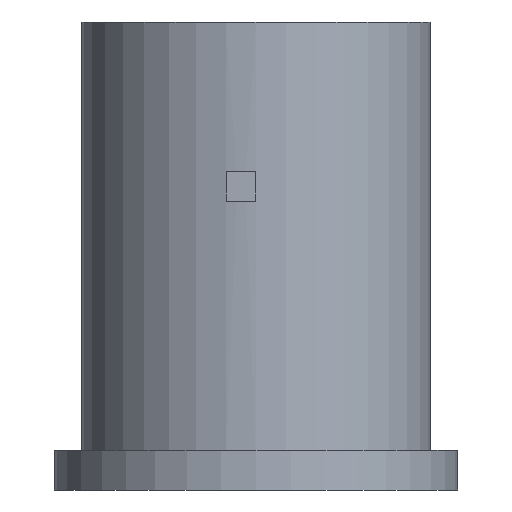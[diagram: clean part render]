
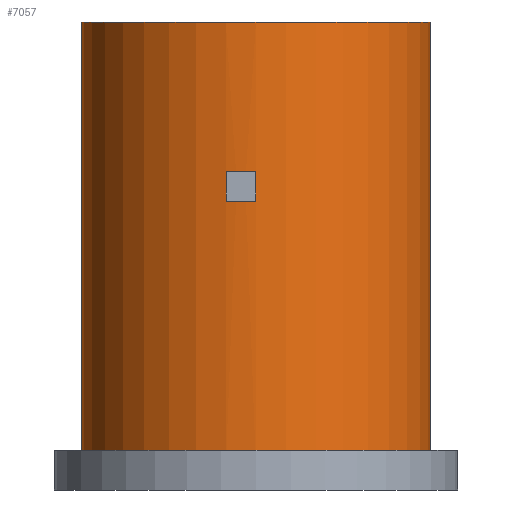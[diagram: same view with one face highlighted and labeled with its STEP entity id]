
A CAD part, front view. The second image highlights one B-rep face of the part: STEP entity #7057.
In plain terms, the highlighted cylindrical face has radius 17.5 mm (diameter 35 mm), a partial arc.
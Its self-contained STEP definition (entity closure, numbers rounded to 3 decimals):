
#140 = CYLINDRICAL_SURFACE ( 'NONE', #5114, 17.5 ) ;
#223 = ORIENTED_EDGE ( 'NONE', *, *, #3579, .F. ) ;
#237 = ORIENTED_EDGE ( 'NONE', *, *, #7091, .F. ) ;
#315 = CARTESIAN_POINT ( 'NONE',  ( 0., 0., 35. ) ) ;
#503 = ORIENTED_EDGE ( 'NONE', *, *, #4016, .T. ) ;
#659 = VERTEX_POINT ( 'NONE', #6983 ) ;
#675 = EDGE_LOOP ( 'NONE', ( #1322, #503, #6538, #8149 ) ) ;
#717 = DIRECTION ( 'NONE',  ( 0., 0., 1. ) ) ;
#856 = CIRCLE ( 'NONE', #5523, 17.5 ) ;
#936 = DIRECTION ( 'NONE',  ( 0., 0., -1. ) ) ;
#1078 = CARTESIAN_POINT ( 'NONE',  ( 17.5, 0., 35. ) ) ;
#1121 = EDGE_CURVE ( 'NONE', #7376, #5062, #6293, .T. ) ;
#1158 = CARTESIAN_POINT ( 'NONE',  ( 0., 0., 17. ) ) ;
#1171 = VERTEX_POINT ( 'NONE', #2513 ) ;
#1243 = EDGE_CURVE ( 'NONE', #7661, #7106, #5260, .T. ) ;
#1282 = CIRCLE ( 'NONE', #4109, 17.5 ) ;
#1302 = VERTEX_POINT ( 'NONE', #6674 ) ;
#1322 = ORIENTED_EDGE ( 'NONE', *, *, #1121, .F. ) ;
#1719 = EDGE_CURVE ( 'NONE', #5062, #5743, #856, .T. ) ;
#2035 = LINE ( 'NONE', #2295, #5795 ) ;
#2115 = CARTESIAN_POINT ( 'NONE',  ( 0., -17.5, 35. ) ) ;
#2250 = DIRECTION ( 'NONE',  ( 0., 0., -1. ) ) ;
#2295 = CARTESIAN_POINT ( 'NONE',  ( -17.5, 0., 35. ) ) ;
#2513 = CARTESIAN_POINT ( 'NONE',  ( 0., -17.5, 20. ) ) ;
#2699 = DIRECTION ( 'NONE',  ( 0., 0., 1. ) ) ;
#2809 = CARTESIAN_POINT ( 'NONE',  ( -3., -17.241, 17. ) ) ;
#2989 = AXIS2_PLACEMENT_3D ( 'NONE', #1158, #7593, #3711 ) ;
#3049 = CARTESIAN_POINT ( 'NONE',  ( 17.5, 0., 35. ) ) ;
#3217 = CARTESIAN_POINT ( 'NONE',  ( 0., 0., 20. ) ) ;
#3484 = LINE ( 'NONE', #2115, #4588 ) ;
#3579 = EDGE_CURVE ( 'NONE', #659, #7661, #5494, .T. ) ;
#3711 = DIRECTION ( 'NONE',  ( -1., 0., 0. ) ) ;
#3830 = EDGE_CURVE ( 'NONE', #659, #1171, #3837, .T. ) ;
#3837 = CIRCLE ( 'NONE', #7027, 17.5 ) ;
#3937 = ORIENTED_EDGE ( 'NONE', *, *, #1243, .F. ) ;
#4016 = EDGE_CURVE ( 'NONE', #7376, #1302, #1282, .T. ) ;
#4033 = EDGE_LOOP ( 'NONE', ( #3937, #223, #6361, #237 ) ) ;
#4109 = AXIS2_PLACEMENT_3D ( 'NONE', #315, #2250, #4788 ) ;
#4136 = DIRECTION ( 'NONE',  ( 0., 0., -1. ) ) ;
#4461 = DIRECTION ( 'NONE',  ( 0., 0., -1. ) ) ;
#4588 = VECTOR ( 'NONE', #2699, 1000. ) ;
#4609 = DIRECTION ( 'NONE',  ( -1., 0., 0. ) ) ;
#4788 = DIRECTION ( 'NONE',  ( -1., 0., 0. ) ) ;
#4876 = DIRECTION ( 'NONE',  ( 0., 0., -1. ) ) ;
#5062 = VERTEX_POINT ( 'NONE', #7909 ) ;
#5114 = AXIS2_PLACEMENT_3D ( 'NONE', #7857, #936, #4609 ) ;
#5260 = CIRCLE ( 'NONE', #2989, 17.5 ) ;
#5494 = LINE ( 'NONE', #8023, #7566 ) ;
#5523 = AXIS2_PLACEMENT_3D ( 'NONE', #7993, #7570, #6888 ) ;
#5672 = CARTESIAN_POINT ( 'NONE',  ( -17.5, 0., -10. ) ) ;
#5743 = VERTEX_POINT ( 'NONE', #5672 ) ;
#5795 = VECTOR ( 'NONE', #4136, 1000. ) ;
#6293 = LINE ( 'NONE', #3049, #8052 ) ;
#6297 = EDGE_CURVE ( 'NONE', #1302, #5743, #2035, .T. ) ;
#6361 = ORIENTED_EDGE ( 'NONE', *, *, #3830, .T. ) ;
#6538 = ORIENTED_EDGE ( 'NONE', *, *, #6297, .T. ) ;
#6674 = CARTESIAN_POINT ( 'NONE',  ( -17.5, 0., 35. ) ) ;
#6888 = DIRECTION ( 'NONE',  ( -1., 0., 0. ) ) ;
#6983 = CARTESIAN_POINT ( 'NONE',  ( -3., -17.241, 20. ) ) ;
#7027 = AXIS2_PLACEMENT_3D ( 'NONE', #3217, #717, #7688 ) ;
#7057 = ADVANCED_FACE ( 'NONE', ( #7193, #7815 ), #140, .T. ) ;
#7091 = EDGE_CURVE ( 'NONE', #7106, #1171, #3484, .T. ) ;
#7106 = VERTEX_POINT ( 'NONE', #7768 ) ;
#7193 = FACE_OUTER_BOUND ( 'NONE', #675, .T. ) ;
#7376 = VERTEX_POINT ( 'NONE', #1078 ) ;
#7566 = VECTOR ( 'NONE', #4876, 1000. ) ;
#7570 = DIRECTION ( 'NONE',  ( 0., 0., -1. ) ) ;
#7593 = DIRECTION ( 'NONE',  ( 0., 0., 1. ) ) ;
#7661 = VERTEX_POINT ( 'NONE', #2809 ) ;
#7688 = DIRECTION ( 'NONE',  ( -1., 0., 0. ) ) ;
#7768 = CARTESIAN_POINT ( 'NONE',  ( 0., -17.5, 17. ) ) ;
#7815 = FACE_BOUND ( 'NONE', #4033, .T. ) ;
#7857 = CARTESIAN_POINT ( 'NONE',  ( 0., 0., 35. ) ) ;
#7909 = CARTESIAN_POINT ( 'NONE',  ( 17.5, 0., -10. ) ) ;
#7993 = CARTESIAN_POINT ( 'NONE',  ( 0., 0., -10. ) ) ;
#8023 = CARTESIAN_POINT ( 'NONE',  ( -3., -17.241, 35. ) ) ;
#8052 = VECTOR ( 'NONE', #4461, 1000. ) ;
#8149 = ORIENTED_EDGE ( 'NONE', *, *, #1719, .F. ) ;
